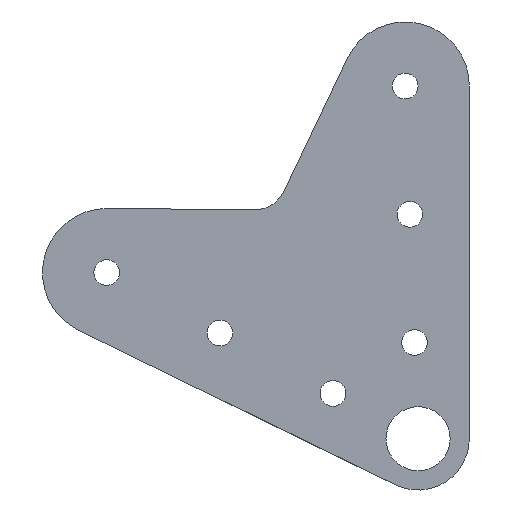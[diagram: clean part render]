
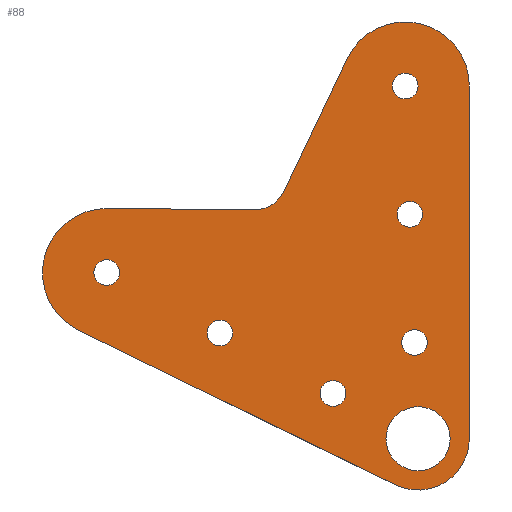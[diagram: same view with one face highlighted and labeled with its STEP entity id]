
A CAD part, front view. The second image highlights one B-rep face of the part: STEP entity #88.
In plain terms, the highlighted planar face has unit normal (0, -1, 0).
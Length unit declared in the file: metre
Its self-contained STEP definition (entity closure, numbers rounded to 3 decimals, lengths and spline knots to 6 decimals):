
#88 = ADVANCED_FACE( 'NONE', ( #194, #195, #196, #197, #198, #199, #200, #201 ), #202, .F. );
#194 = FACE_OUTER_BOUND( '', #386, .T. );
#195 = FACE_BOUND( '', #387, .T. );
#196 = FACE_BOUND( '', #388, .T. );
#197 = FACE_BOUND( '', #389, .T. );
#198 = FACE_BOUND( '', #390, .T. );
#199 = FACE_BOUND( '', #391, .T. );
#200 = FACE_BOUND( '', #392, .T. );
#201 = FACE_BOUND( '', #393, .T. );
#202 = PLANE( '', #394 );
#386 = EDGE_LOOP( '', ( #569, #570, #571, #572, #573, #574, #575, #576 ) );
#387 = EDGE_LOOP( '', ( #577 ) );
#388 = EDGE_LOOP( '', ( #578 ) );
#389 = EDGE_LOOP( '', ( #579 ) );
#390 = EDGE_LOOP( '', ( #580 ) );
#391 = EDGE_LOOP( '', ( #581 ) );
#392 = EDGE_LOOP( '', ( #582 ) );
#393 = EDGE_LOOP( '', ( #583 ) );
#394 = AXIS2_PLACEMENT_3D( '', #584, #585, #586 );
#569 = ORIENTED_EDGE( '', *, *, #739, .T. );
#570 = ORIENTED_EDGE( '', *, *, #741, .T. );
#571 = ORIENTED_EDGE( '', *, *, #742, .T. );
#572 = ORIENTED_EDGE( '', *, *, #711, .T. );
#573 = ORIENTED_EDGE( '', *, *, #743, .T. );
#574 = ORIENTED_EDGE( '', *, *, #744, .T. );
#575 = ORIENTED_EDGE( '', *, *, #745, .T. );
#576 = ORIENTED_EDGE( '', *, *, #683, .T. );
#577 = ORIENTED_EDGE( '', *, *, #696, .F. );
#578 = ORIENTED_EDGE( '', *, *, #746, .F. );
#579 = ORIENTED_EDGE( '', *, *, #688, .F. );
#580 = ORIENTED_EDGE( '', *, *, #747, .F. );
#581 = ORIENTED_EDGE( '', *, *, #748, .F. );
#582 = ORIENTED_EDGE( '', *, *, #703, .F. );
#583 = ORIENTED_EDGE( '', *, *, #749, .F. );
#584 = CARTESIAN_POINT( '', ( 0.070932, 0., -0.021535 ) );
#585 = DIRECTION( '', ( 0., 1., 0. ) );
#586 = DIRECTION( '', ( 0., 0., -1. ) );
#683 = EDGE_CURVE( 'NONE', #781, #779, #782, .T. );
#688 = EDGE_CURVE( 'NONE', #789, #789, #790, .T. );
#696 = EDGE_CURVE( 'NONE', #803, #803, #804, .T. );
#703 = EDGE_CURVE( 'NONE', #814, #814, #815, .T. );
#711 = EDGE_CURVE( 'NONE', #827, #825, #828, .T. );
#739 = EDGE_CURVE( 'NONE', #779, #866, #868, .T. );
#741 = EDGE_CURVE( 'NONE', #866, #870, #871, .T. );
#742 = EDGE_CURVE( 'NONE', #870, #827, #872, .T. );
#743 = EDGE_CURVE( 'NONE', #825, #873, #874, .T. );
#744 = EDGE_CURVE( 'NONE', #873, #875, #876, .T. );
#745 = EDGE_CURVE( 'NONE', #875, #781, #877, .T. );
#746 = EDGE_CURVE( 'NONE', #878, #878, #879, .T. );
#747 = EDGE_CURVE( 'NONE', #880, #880, #881, .T. );
#748 = EDGE_CURVE( 'NONE', #882, #882, #883, .T. );
#749 = EDGE_CURVE( 'NONE', #884, #884, #885, .T. );
#779 = VERTEX_POINT( 'NONE', #916 );
#781 = VERTEX_POINT( 'NONE', #919 );
#782 = LINE( '', #920, #921 );
#789 = VERTEX_POINT( '', #937 );
#790 = CIRCLE( '', #938, 0.002 );
#803 = VERTEX_POINT( '', #951 );
#804 = CIRCLE( '', #952, 0.005 );
#814 = VERTEX_POINT( '', #962 );
#815 = CIRCLE( '', #963, 0.002 );
#825 = VERTEX_POINT( 'NONE', #989 );
#827 = VERTEX_POINT( 'NONE', #992 );
#828 = LINE( '', #993, #994 );
#866 = VERTEX_POINT( 'NONE', #1048 );
#868 = CIRCLE( '', #1051, 0.008 );
#870 = VERTEX_POINT( 'NONE', #1053 );
#871 = LINE( '', #1054, #1055 );
#872 = CIRCLE( '', #1056, 0.01 );
#873 = VERTEX_POINT( 'NONE', #1057 );
#874 = CIRCLE( '', #1058, 0.005 );
#875 = VERTEX_POINT( 'NONE', #1059 );
#876 = LINE( '', #1060, #1061 );
#877 = CIRCLE( '', #1062, 0.01 );
#878 = VERTEX_POINT( '', #1063 );
#879 = CIRCLE( '', #1064, 0.002 );
#880 = VERTEX_POINT( '', #1065 );
#881 = CIRCLE( '', #1066, 0.002 );
#882 = VERTEX_POINT( '', #1067 );
#883 = CIRCLE( '', #1068, 0.002 );
#884 = VERTEX_POINT( '', #1069 );
#885 = CIRCLE( '', #1070, 0.002 );
#916 = CARTESIAN_POINT( '', ( 0.067425, 0., -0.028726 ) );
#919 = CARTESIAN_POINT( '', ( 0.018024, 0., -0.004631 ) );
#920 = CARTESIAN_POINT( '', ( 0.067425, 0., -0.028726 ) );
#921 = VECTOR( '', #1108, 1. );
#937 = CARTESIAN_POINT( '', ( 0.072387, 0., -0.006535 ) );
#938 = AXIS2_PLACEMENT_3D( '', #1111, #1112, #1113 );
#951 = CARTESIAN_POINT( '', ( 0.075932, 0., -0.021535 ) );
#952 = AXIS2_PLACEMENT_3D( '', #1129, #1130, #1131 );
#962 = CARTESIAN_POINT( '', ( 0.038049, 0., -0.005056 ) );
#963 = AXIS2_PLACEMENT_3D( '', #1141, #1142, #1143 );
#989 = CARTESIAN_POINT( '', ( 0.050019, 0., 0.017003 ) );
#992 = CARTESIAN_POINT( '', ( 0.059907, 0., 0.037734 ) );
#993 = CARTESIAN_POINT( '', ( 0.059907, 0., 0.037734 ) );
#994 = VECTOR( '', #1151, 1. );
#1048 = CARTESIAN_POINT( '', ( 0.078932, 0., -0.021535 ) );
#1051 = AXIS2_PLACEMENT_3D( '', #1193, #1194, #1195 );
#1053 = CARTESIAN_POINT( '', ( 0.078932, 0., 0.033428 ) );
#1054 = CARTESIAN_POINT( '', ( 0.078932, 0., -0.021535 ) );
#1055 = VECTOR( '', #1196, 1. );
#1056 = AXIS2_PLACEMENT_3D( '', #1197, #1198, #1199 );
#1057 = CARTESIAN_POINT( '', ( 0.045462, 0., 0.014156 ) );
#1058 = AXIS2_PLACEMENT_3D( '', #1200, #1201, #1202 );
#1059 = CARTESIAN_POINT( '', ( 0.022495, 0., 0.014357 ) );
#1060 = CARTESIAN_POINT( '', ( 0.022495, 0., 0.014357 ) );
#1061 = VECTOR( '', #1203, 1. );
#1062 = AXIS2_PLACEMENT_3D( '', #1204, #1205, #1206 );
#1063 = CARTESIAN_POINT( '', ( 0.071659, 0., 0.013447 ) );
#1064 = AXIS2_PLACEMENT_3D( '', #1207, #1208, #1209 );
#1065 = CARTESIAN_POINT( '', ( 0.070932, 0., 0.033428 ) );
#1066 = AXIS2_PLACEMENT_3D( '', #1210, #1211, #1212 );
#1067 = CARTESIAN_POINT( '', ( 0.05569, 0., -0.014469 ) );
#1068 = AXIS2_PLACEMENT_3D( '', #1213, #1214, #1215 );
#1069 = CARTESIAN_POINT( '', ( 0.020408, 0., 0.004357 ) );
#1070 = AXIS2_PLACEMENT_3D( '', #1216, #1217, #1218 );
#1108 = DIRECTION( '', ( 0.899, 0., -0.438 ) );
#1111 = CARTESIAN_POINT( '', ( 0.070387, 0., -0.006535 ) );
#1112 = DIRECTION( '', ( 0., -1., 0. ) );
#1113 = DIRECTION( '', ( 1., 0., 0. ) );
#1129 = CARTESIAN_POINT( '', ( 0.070932, 0., -0.021535 ) );
#1130 = DIRECTION( '', ( 0., -1., 0. ) );
#1131 = DIRECTION( '', ( 1., 0., 0. ) );
#1141 = CARTESIAN_POINT( '', ( 0.040049, 0., -0.005056 ) );
#1142 = DIRECTION( '', ( 0., -1., 0. ) );
#1143 = DIRECTION( '', ( -1., 0., 0. ) );
#1151 = DIRECTION( '', ( -0.431, 0., -0.903 ) );
#1193 = CARTESIAN_POINT( '', ( 0.070932, 0., -0.021535 ) );
#1194 = DIRECTION( '', ( 0., -1., 0. ) );
#1195 = DIRECTION( '', ( 1., 0., 0. ) );
#1196 = DIRECTION( '', ( 0., 0., 1. ) );
#1197 = CARTESIAN_POINT( '', ( 0.068932, 0., 0.033428 ) );
#1198 = DIRECTION( '', ( 0., -1., 0. ) );
#1199 = DIRECTION( '', ( 1., 0., 0. ) );
#1200 = CARTESIAN_POINT( '', ( 0.045506, 0., 0.019156 ) );
#1201 = DIRECTION( '', ( 0., 1., 0. ) );
#1202 = DIRECTION( '', ( -1., 0., 0. ) );
#1203 = DIRECTION( '', ( -1., 0., 0.009 ) );
#1204 = CARTESIAN_POINT( '', ( 0.022408, 0., 0.004357 ) );
#1205 = DIRECTION( '', ( 0., -1., 0. ) );
#1206 = DIRECTION( '', ( -1., 0., 0. ) );
#1207 = CARTESIAN_POINT( '', ( 0.069659, 0., 0.013447 ) );
#1208 = DIRECTION( '', ( 0., -1., 0. ) );
#1209 = DIRECTION( '', ( 1., 0., 0. ) );
#1210 = CARTESIAN_POINT( '', ( 0.068932, 0., 0.033428 ) );
#1211 = DIRECTION( '', ( 0., -1., 0. ) );
#1212 = DIRECTION( '', ( 1., 0., 0. ) );
#1213 = CARTESIAN_POINT( '', ( 0.05769, 0., -0.014469 ) );
#1214 = DIRECTION( '', ( 0., -1., 0. ) );
#1215 = DIRECTION( '', ( -1., 0., 0. ) );
#1216 = CARTESIAN_POINT( '', ( 0.022408, 0., 0.004357 ) );
#1217 = DIRECTION( '', ( 0., -1., 0. ) );
#1218 = DIRECTION( '', ( -1., 0., 0. ) );
